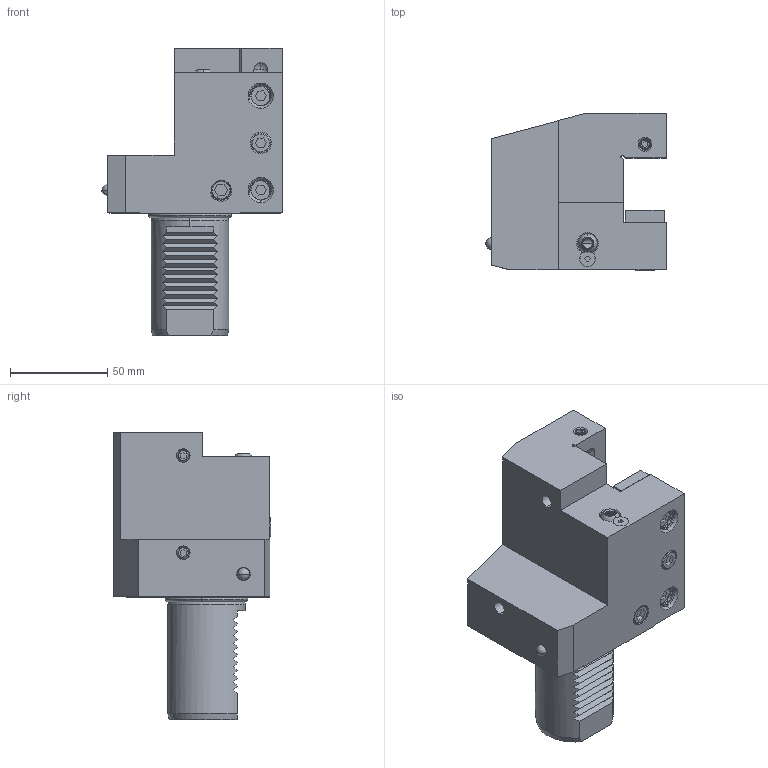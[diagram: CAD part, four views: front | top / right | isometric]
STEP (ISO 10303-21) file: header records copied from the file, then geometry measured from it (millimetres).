
FILE_DESCRIPTION (( 'STEP AP203' ), '1' );
FILE_NAME ('509.42.32.IK.STEP', '2017-12-26T06:49:03', ( '' ), ( '' ), 'SwSTEP 2.0', 'SolidWorks 2012', '' );
FILE_SCHEMA (( 'CONFIG_CONTROL_DESIGN' ));
Products named in the file (14): 管螺文螺絲; M6螺絲投; 509.42.32.IK; O型環8; M8尖頭螺絲; M12平頭螺絲; O型環38.7; 皿頭_M4xP0.7x8L; 2-441010041A7止水鉚珠; 18x7.8; 72.5x20x6; 2-44100006N4出水銅嘴; M6x25; VDI40    C2
Assembly tree (17 placements, depth 2):
  509.42.32.IK
    VDI40    C2
    M6x25
    2-44100006N4出水銅嘴
    2-441010041A7止水鉚珠
    72.5x20x6
    18x7.8
    M8尖頭螺絲  x2
    M12平頭螺絲  x2
    O型環38.7
    皿頭_M4xP0.7x8L
    管螺文螺絲
    M6螺絲投  x3
    O型環8
Bounding box: 92.87 x 81 x 148 mm (x, y, z)
Volume: 436863.9 mm3; surface area: 72231.8 mm2
Topology: 18 solids, 18 shells, 826 faces, 2206 edges, 1413 vertices
Faces by surface type: cylinder 386, cone 213, plane 155, bspline 46, torus 18, sphere 8
Entity records: 66556 total; most frequent: CARTESIAN_POINT 49929, ORIENTED_EDGE 3628, DIRECTION 2677, EDGE_CURVE 1814, VERTEX_POINT 1159, AXIS2_PLACEMENT_3D 988, EDGE_LOOP 725, LINE 701
